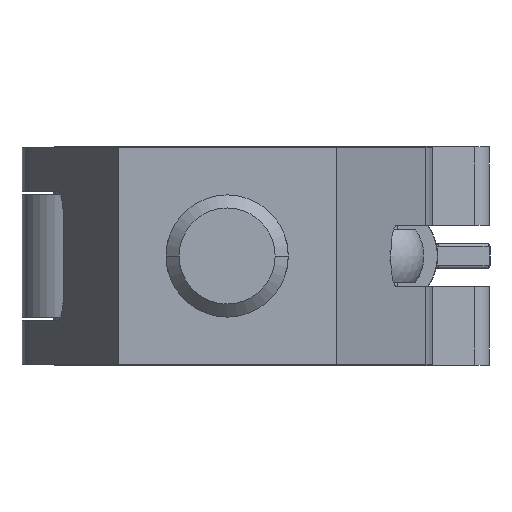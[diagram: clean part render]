
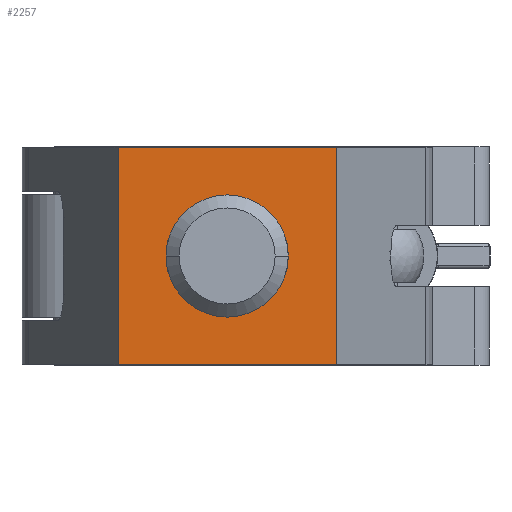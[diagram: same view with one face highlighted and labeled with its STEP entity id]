
A CAD part, front view. The second image highlights one B-rep face of the part: STEP entity #2257.
In plain terms, the highlighted planar face has unit normal (0, -1, 0).
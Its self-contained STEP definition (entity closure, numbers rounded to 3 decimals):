
#72 = DIRECTION ( 'NONE',  ( 1., 0., 0. ) ) ;
#165 = DIRECTION ( 'NONE',  ( 0., 0., 1. ) ) ;
#372 = ORIENTED_EDGE ( 'NONE', *, *, #10917, .F. ) ;
#657 = CARTESIAN_POINT ( 'NONE',  ( -25., 0., -24.95 ) ) ;
#659 = DIRECTION ( 'NONE',  ( 0., 0., -1. ) ) ;
#738 = EDGE_LOOP ( 'NONE', ( #14070, #2290, #372, #8877 ) ) ;
#800 = FACE_OUTER_BOUND ( 'NONE', #738, .T. ) ;
#815 = CARTESIAN_POINT ( 'NONE',  ( 0., 0., 0. ) ) ;
#1054 = PLANE ( 'NONE',  #9125 ) ;
#1203 = CARTESIAN_POINT ( 'NONE',  ( 0., 0., 6.35 ) ) ;
#1300 = CIRCLE ( 'NONE', #13639, 6.35 ) ;
#1317 = VERTEX_POINT ( 'NONE', #10539 ) ;
#1530 = VECTOR ( 'NONE', #10120, 1000. ) ;
#1724 = CARTESIAN_POINT ( 'NONE',  ( 25., 0., 24.95 ) ) ;
#2036 = DIRECTION ( 'NONE',  ( 0., 0., 1. ) ) ;
#2083 = VECTOR ( 'NONE', #659, 1000. ) ;
#2114 = CARTESIAN_POINT ( 'NONE',  ( -25., 0., 24.95 ) ) ;
#2257 = ADVANCED_FACE ( 'NONE', ( #10769, #800 ), #1054, .F. ) ;
#2290 = ORIENTED_EDGE ( 'NONE', *, *, #11289, .F. ) ;
#2564 = CARTESIAN_POINT ( 'NONE',  ( 25., 0., -24.95 ) ) ;
#2631 = ORIENTED_EDGE ( 'NONE', *, *, #8117, .T. ) ;
#3543 = LINE ( 'NONE', #13311, #11994 ) ;
#4799 = EDGE_LOOP ( 'NONE', ( #2631, #11280 ) ) ;
#4873 = VERTEX_POINT ( 'NONE', #7454 ) ;
#4916 = LINE ( 'NONE', #7876, #2083 ) ;
#5038 = CIRCLE ( 'NONE', #9295, 6.35 ) ;
#5083 = VERTEX_POINT ( 'NONE', #657 ) ;
#5616 = CARTESIAN_POINT ( 'NONE',  ( 0., 0., 0. ) ) ;
#5904 = EDGE_CURVE ( 'NONE', #5083, #5970, #3543, .T. ) ;
#5970 = VERTEX_POINT ( 'NONE', #2564 ) ;
#6686 = VERTEX_POINT ( 'NONE', #1203 ) ;
#6839 = DIRECTION ( 'NONE',  ( 0., 0., 1. ) ) ;
#7454 = CARTESIAN_POINT ( 'NONE',  ( 25., 0., 24.95 ) ) ;
#7756 = LINE ( 'NONE', #2114, #10959 ) ;
#7865 = CARTESIAN_POINT ( 'NONE',  ( -25., 0., 24.95 ) ) ;
#7876 = CARTESIAN_POINT ( 'NONE',  ( -25., 0., 24.95 ) ) ;
#8094 = DIRECTION ( 'NONE',  ( 1., 0., 0. ) ) ;
#8117 = EDGE_CURVE ( 'NONE', #6686, #1317, #5038, .T. ) ;
#8877 = ORIENTED_EDGE ( 'NONE', *, *, #13672, .T. ) ;
#9125 = AXIS2_PLACEMENT_3D ( 'NONE', #7865, #14631, #165 ) ;
#9240 = DIRECTION ( 'NONE',  ( 0., 1., 0. ) ) ;
#9295 = AXIS2_PLACEMENT_3D ( 'NONE', #815, #9240, #2036 ) ;
#10120 = DIRECTION ( 'NONE',  ( 0., 0., -1. ) ) ;
#10366 = LINE ( 'NONE', #1724, #1530 ) ;
#10539 = CARTESIAN_POINT ( 'NONE',  ( 0., 0., -6.35 ) ) ;
#10769 = FACE_BOUND ( 'NONE', #4799, .T. ) ;
#10917 = EDGE_CURVE ( 'NONE', #13149, #4873, #7756, .T. ) ;
#10959 = VECTOR ( 'NONE', #8094, 1000. ) ;
#11280 = ORIENTED_EDGE ( 'NONE', *, *, #13739, .T. ) ;
#11289 = EDGE_CURVE ( 'NONE', #4873, #5970, #10366, .T. ) ;
#11994 = VECTOR ( 'NONE', #72, 1000. ) ;
#12911 = CARTESIAN_POINT ( 'NONE',  ( -25., 0., 24.95 ) ) ;
#13149 = VERTEX_POINT ( 'NONE', #12911 ) ;
#13311 = CARTESIAN_POINT ( 'NONE',  ( -25., 0., -24.95 ) ) ;
#13639 = AXIS2_PLACEMENT_3D ( 'NONE', #5616, #14067, #6839 ) ;
#13672 = EDGE_CURVE ( 'NONE', #13149, #5083, #4916, .T. ) ;
#13739 = EDGE_CURVE ( 'NONE', #1317, #6686, #1300, .T. ) ;
#14067 = DIRECTION ( 'NONE',  ( 0., 1., 0. ) ) ;
#14070 = ORIENTED_EDGE ( 'NONE', *, *, #5904, .T. ) ;
#14631 = DIRECTION ( 'NONE',  ( 0., 1., 0. ) ) ;
